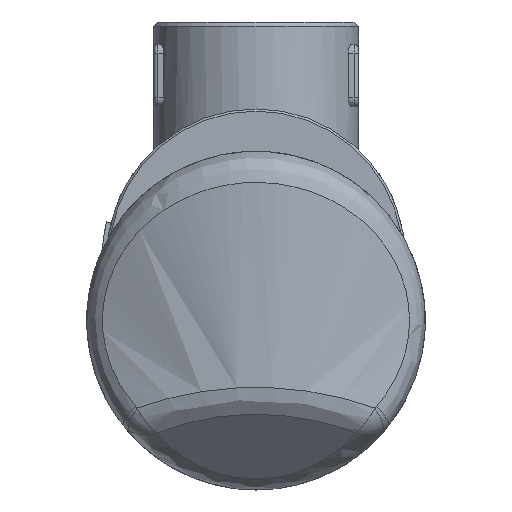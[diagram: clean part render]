
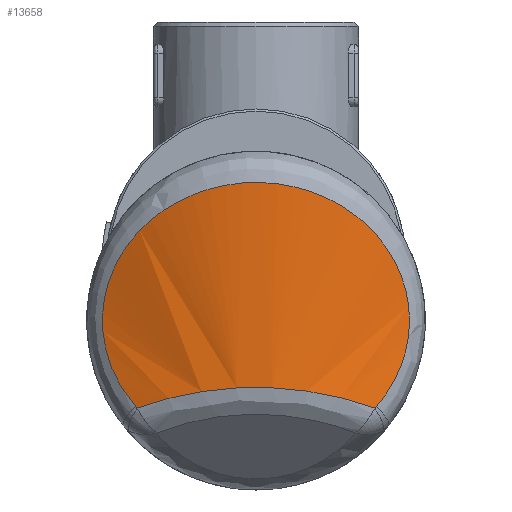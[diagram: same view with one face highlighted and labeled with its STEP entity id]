
A CAD part, left-side view. The second image highlights one B-rep face of the part: STEP entity #13658.
In plain terms, the highlighted free-form (B-spline) face has degree [1, 2] with [2, 9] control points.
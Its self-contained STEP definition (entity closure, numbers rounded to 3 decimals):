
#13543=CARTESIAN_POINT('',(-34.788,-38.,-19.599));
#13544=CARTESIAN_POINT('',(-34.788,-38.,31.03));
#13545=CARTESIAN_POINT('',(3.212,-96.788,-19.599));
#13546=CARTESIAN_POINT('',(3.212,-96.788,31.03));
#13547=CARTESIAN_POINT('',(62.,-58.788,-19.599));
#13548=CARTESIAN_POINT('',(62.,-58.788,31.03));
#13549=CARTESIAN_POINT('',(120.788,-20.788,-19.599));
#13550=CARTESIAN_POINT('',(120.788,-20.788,31.03));
#13551=CARTESIAN_POINT('',(82.788,38.,-19.599));
#13552=CARTESIAN_POINT('',(82.788,38.,31.03));
#13553=CARTESIAN_POINT('',(44.788,96.788,-19.599));
#13554=CARTESIAN_POINT('',(44.788,96.788,31.03));
#13555=CARTESIAN_POINT('',(-14.,58.788,-19.599));
#13556=CARTESIAN_POINT('',(-14.,58.788,31.03));
#13557=CARTESIAN_POINT('',(-72.788,20.788,-19.599));
#13558=CARTESIAN_POINT('',(-72.788,20.788,31.03));
#13559=CARTESIAN_POINT('',(-34.788,-38.,-19.599));
#13560=CARTESIAN_POINT('',(-34.788,-38.,31.03));
#13568=(BOUNDED_SURFACE()B_SPLINE_SURFACE(1,2,((#13543,#13545,#13547,#13549,#13551,#13553,#13555,#13557,#13559),(#13544,#13546,#13548,#13550,#13552,#13554,#13556,#13558,#13560)),.UNSPECIFIED.,.F.,.T.,.U.)B_SPLINE_SURFACE_WITH_KNOTS((2,2),(3,2,2,2,3),(-0.28,0.443),(0.0,109.956,219.911,329.867,439.823),.UNSPECIFIED.)GEOMETRIC_REPRESENTATION_ITEM()RATIONAL_B_SPLINE_SURFACE(((1.0,0.707,1.0,0.707,1.0,0.707,1.0,0.707,1.0),(1.0,0.707,1.0,0.707,1.0,0.707,1.0,0.707,1.0)))REPRESENTATION_ITEM('')SURFACE());
#13569=CARTESIAN_POINT('',(-40.594,-26.975,-19.277));
#13570=VERTEX_POINT('',#13569);
#13571=CARTESIAN_POINT('',(-40.741,-26.619,-19.599));
#13572=VERTEX_POINT('',#13571);
#13573=CARTESIAN_POINT('',(-40.594,-26.975,-19.277));
#13574=CARTESIAN_POINT('',(-40.638,-26.869,-19.397));
#13575=CARTESIAN_POINT('',(-40.687,-26.75,-19.506));
#13576=CARTESIAN_POINT('',(-40.741,-26.619,-19.599));
#13577=B_SPLINE_CURVE_WITH_KNOTS('',3,(#13573,#13574,#13575,#13576),.UNSPECIFIED.,.F.,.U.,(4,4),(0.,0.047),.UNSPECIFIED.);
#13578=EDGE_CURVE('',#13570,#13572,#13577,.T.);
#13579=ORIENTED_EDGE('',*,*,#13578,.F.);
#13580=CARTESIAN_POINT('',(-40.594,26.975,-19.277));
#13581=VERTEX_POINT('',#13580);
#13582=CARTESIAN_POINT('',(-40.594,26.975,-19.277));
#13583=CARTESIAN_POINT('',(-40.359,27.538,-18.639));
#13584=CARTESIAN_POINT('',(-39.893,28.611,-17.319));
#13585=CARTESIAN_POINT('',(-39.229,30.048,-15.222));
#13586=CARTESIAN_POINT('',(-38.617,31.299,-13.02));
#13587=CARTESIAN_POINT('',(-38.08,32.349,-10.742));
#13588=CARTESIAN_POINT('',(-37.627,33.201,-8.378));
#13589=CARTESIAN_POINT('',(-37.156,34.063,-5.114));
#13590=CARTESIAN_POINT('',(-36.94,34.443,-2.034));
#13591=CARTESIAN_POINT('',(-36.936,34.451,0.754));
#13592=CARTESIAN_POINT('',(-37.008,34.323,2.993));
#13593=CARTESIAN_POINT('',(-37.24,33.909,5.78));
#13594=CARTESIAN_POINT('',(-37.646,33.167,8.491));
#13595=CARTESIAN_POINT('',(-38.054,32.395,10.577));
#13596=CARTESIAN_POINT('',(-38.516,31.501,12.624));
#13597=CARTESIAN_POINT('',(-39.18,30.16,15.094));
#13598=CARTESIAN_POINT('',(-39.873,28.654,17.253));
#13599=CARTESIAN_POINT('',(-40.387,27.47,18.713));
#13600=CARTESIAN_POINT('',(-41.008,25.989,20.411));
#13601=CARTESIAN_POINT('',(-42.184,22.961,23.325));
#13602=CARTESIAN_POINT('',(-43.359,19.209,25.854));
#13603=CARTESIAN_POINT('',(-44.145,16.037,27.451));
#13604=CARTESIAN_POINT('',(-44.633,13.849,28.421));
#13605=CARTESIAN_POINT('',(-45.164,10.979,29.447));
#13606=CARTESIAN_POINT('',(-45.562,7.985,30.192));
#13607=CARTESIAN_POINT('',(-45.788,5.547,30.611));
#13608=CARTESIAN_POINT('',(-45.91,3.709,30.835));
#13609=CARTESIAN_POINT('',(-45.984,1.854,30.97));
#13610=CARTESIAN_POINT('',(-46.016,-0.622,31.03));
#13611=CARTESIAN_POINT('',(-45.934,-3.733,30.879));
#13612=CARTESIAN_POINT('',(-45.636,-7.436,30.332));
#13613=CARTESIAN_POINT('',(-45.237,-10.427,29.582));
#13614=CARTESIAN_POINT('',(-44.841,-12.725,28.822));
#13615=CARTESIAN_POINT('',(-44.397,-14.972,27.956));
#13616=CARTESIAN_POINT('',(-43.757,-17.679,26.673));
#13617=CARTESIAN_POINT('',(-43.034,-20.205,25.147));
#13618=CARTESIAN_POINT('',(-42.426,-22.097,23.799));
#13619=CARTESIAN_POINT('',(-41.961,-23.446,22.729));
#13620=CARTESIAN_POINT('',(-41.487,-24.739,21.591));
#13621=CARTESIAN_POINT('',(-40.851,-26.374,19.991));
#13622=CARTESIAN_POINT('',(-40.062,-28.245,17.844));
#13623=CARTESIAN_POINT('',(-39.171,-30.178,15.062));
#13624=CARTESIAN_POINT('',(-38.381,-31.771,12.124));
#13625=CARTESIAN_POINT('',(-37.719,-33.034,8.992));
#13626=CARTESIAN_POINT('',(-37.289,-33.821,6.093));
#13627=CARTESIAN_POINT('',(-37.048,-34.252,3.514));
#13628=CARTESIAN_POINT('',(-36.939,-34.444,1.293));
#13629=CARTESIAN_POINT('',(-36.927,-34.465,-1.891));
#13630=CARTESIAN_POINT('',(-37.161,-34.053,-5.159));
#13631=CARTESIAN_POINT('',(-37.629,-33.198,-8.388));
#13632=CARTESIAN_POINT('',(-38.234,-32.058,-11.55));
#13633=CARTESIAN_POINT('',(-39.017,-30.505,-14.556));
#13634=CARTESIAN_POINT('',(-39.895,-28.607,-17.323));
#13635=CARTESIAN_POINT('',(-40.359,-27.538,-18.639));
#13636=CARTESIAN_POINT('',(-40.594,-26.975,-19.277));
#13637=B_SPLINE_CURVE_WITH_KNOTS('',3,(#13582,#13583,#13584,#13585,#13586,#13587,#13588,#13589,#13590,#13591,#13592,#13593,#13594,#13595,#13596,#13597,#13598,#13599,#13600,#13601,#13602,#13603,#13604,#13605,#13606,#13607,#13608,#13609,#13610,#13611,#13612,#13613,#13614,#13615,#13616,#13617,#13618,#13619,#13620,#13621,#13622,#13623,#13624,#13625,#13626,#13627,#13628,#13629,#13630,#13631,#13632,#13633,#13634,#13635,#13636),.UNSPECIFIED.,.F.,.U.,(4,1,1,1,1,1,1,1,1,1,1,1,1,1,1,1,1,1,1,1,1,1,1,1,1,1,1,1,1,1,1,1,1,1,1,1,1,1,1,1,1,1,1,1,1,1,1,1,1,1,1,1,4),(12.67,12.921,13.172,13.423,13.674,13.925,14.175,14.677,14.844,15.012,15.346,15.681,15.848,16.015,16.349,16.684,16.795,16.907,17.353,18.022,18.189,18.356,18.691,19.025,19.192,19.36,19.527,19.694,20.029,20.363,20.697,20.865,21.032,21.366,21.701,21.868,22.035,22.203,22.37,22.704,23.039,23.373,23.708,24.042,24.265,24.488,24.711,25.213,25.464,25.714,26.216,26.467,26.718),.UNSPECIFIED.);
#13638=EDGE_CURVE('',#13581,#13570,#13637,.T.);
#13639=ORIENTED_EDGE('',*,*,#13638,.F.);
#13640=CARTESIAN_POINT('',(-40.741,26.619,-19.599));
#13641=VERTEX_POINT('',#13640);
#13642=CARTESIAN_POINT('',(-40.741,26.619,-19.599));
#13643=CARTESIAN_POINT('',(-40.687,26.75,-19.506));
#13644=CARTESIAN_POINT('',(-40.638,26.869,-19.397));
#13645=CARTESIAN_POINT('',(-40.594,26.975,-19.277));
#13646=B_SPLINE_CURVE_WITH_KNOTS('',3,(#13642,#13643,#13644,#13645),.UNSPECIFIED.,.F.,.U.,(4,4),(0.,0.047),.UNSPECIFIED.);
#13647=EDGE_CURVE('',#13641,#13581,#13646,.T.);
#13648=ORIENTED_EDGE('',*,*,#13647,.F.);
#13649=CARTESIAN_POINT('',(24.,0.,-76.479));
#13650=DIRECTION('',(-0.66,0.,-0.751));
#13651=DIRECTION('',(-0.751,0.,0.66));
#13652=AXIS2_PLACEMENT_3D('',#13649,#13650,#13651);
#13653=ELLIPSE('',#13652,93.179,70.);
#13654=EDGE_CURVE('',#13572,#13641,#13653,.T.);
#13655=ORIENTED_EDGE('',*,*,#13654,.F.);
#13656=EDGE_LOOP('',(#13579,#13639,#13648,#13655));
#13657=FACE_OUTER_BOUND('',#13656,.T.);
#13658=ADVANCED_FACE('',(#13657),#13568,.F.);
